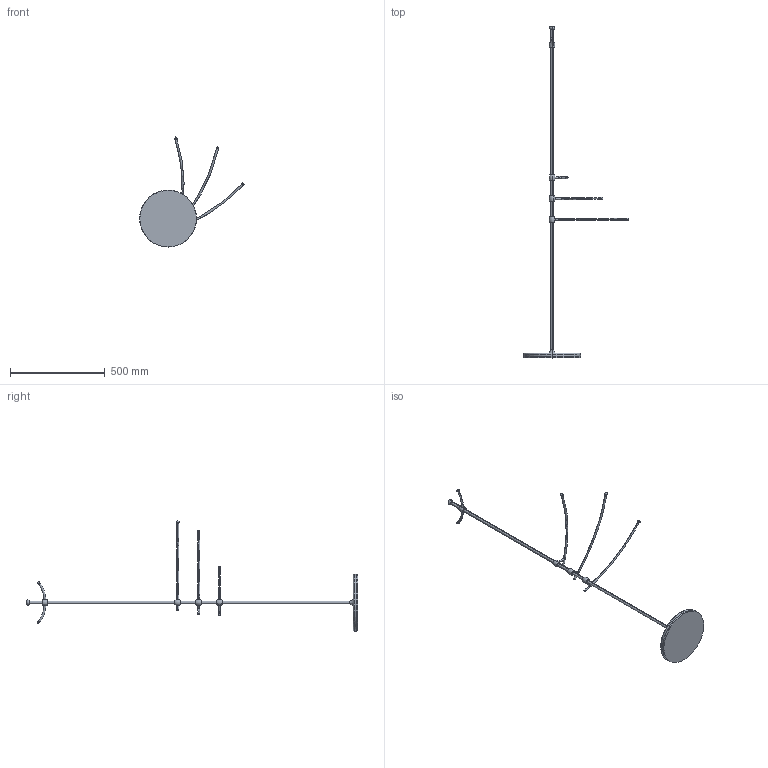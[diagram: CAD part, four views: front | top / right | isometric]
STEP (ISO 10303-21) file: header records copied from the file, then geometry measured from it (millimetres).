
FILE_DESCRIPTION (( 'STEP AP203' ), '1' );
FILE_NAME ('18084 - VENUS.STEP', '2013-04-06T10:42:11', ( '' ), ( '' ), 'SwSTEP 2.0', 'SolidWorks 2012', '' );
FILE_SCHEMA (( 'CONFIG_CONTROL_DESIGN' ));
Length unit declared in the file: millimetre
Products named in the file (6): 18084 - VENUS; TTS-02 - ramiê 3 ; TTS-02 - ramiê 2 ; TTS-02 - ramiê 1 ; TTS-01 - ramiê podwójne; TTS-01 - stojak
Assembly tree (5 placements, depth 2):
  18084 - VENUS
    TTS-01 - stojak
    TTS-01 - ramiê podwójne
    TTS-02 - ramiê 1 
    TTS-02 - ramiê 2 
    TTS-02 - ramiê 3 
Bounding box: 551.98 x 1750 x 579.97 mm (x, y, z)
Volume: 2270507.4 mm3; surface area: 321120.9 mm2
Topology: 5 solids, 5 shells, 90 faces, 223 edges, 142 vertices
Faces by surface type: cylinder 32, torus 26, plane 16, sphere 10, bspline 6
Entity records: 5328 total; most frequent: CARTESIAN_POINT 2719, DIRECTION 428, ORIENTED_EDGE 406, EDGE_CURVE 203, AXIS2_PLACEMENT_3D 199, VERTEX_POINT 132, EDGE_LOOP 109, CIRCLE 107
